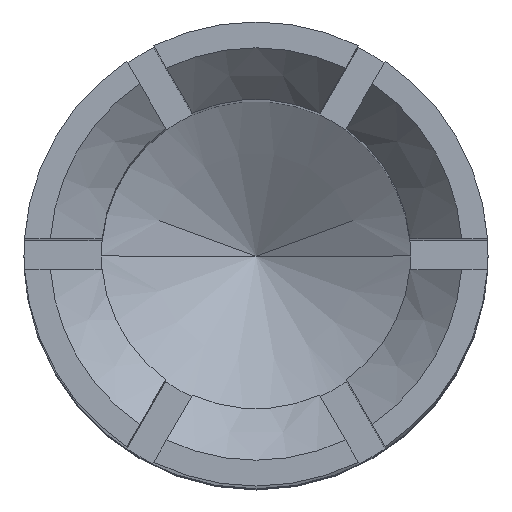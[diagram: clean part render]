
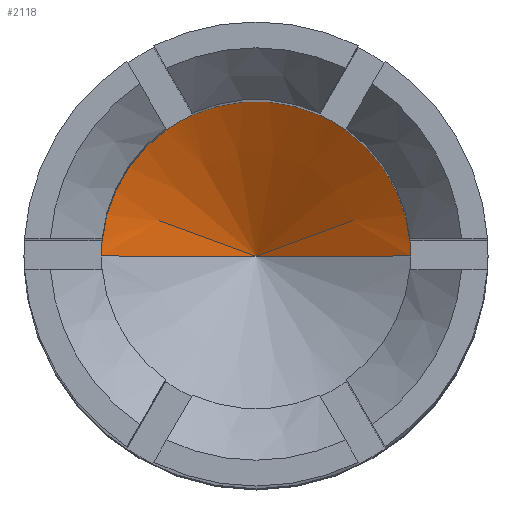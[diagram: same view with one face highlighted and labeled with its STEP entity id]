
A CAD part, top view. The second image highlights one B-rep face of the part: STEP entity #2118.
In plain terms, the highlighted conical face has half-angle 59 degrees and reference radius 1.5 mm.
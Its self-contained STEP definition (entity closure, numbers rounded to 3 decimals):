
#5 = ORIENTED_EDGE ( 'NONE', *, *, #447, .F. ) ;
#8 = CARTESIAN_POINT ( 'NONE',  ( 0., 0., 348.099 ) ) ;
#38 = CARTESIAN_POINT ( 'NONE',  ( -0.616, 1.368, 349. ) ) ;
#60 = CIRCLE ( 'NONE', #1936, 1.5 ) ;
#98 = ORIENTED_EDGE ( 'NONE', *, *, #1003, .F. ) ;
#102 = VERTEX_POINT ( 'NONE', #158 ) ;
#135 = DIRECTION ( 'NONE',  ( -1., 0., 0. ) ) ;
#158 = CARTESIAN_POINT ( 'NONE',  ( 0.876, 1.218, 349. ) ) ;
#207 = ORIENTED_EDGE ( 'NONE', *, *, #2056, .F. ) ;
#270 = DIRECTION ( 'NONE',  ( 0., 0., -1. ) ) ;
#272 = AXIS2_PLACEMENT_3D ( 'NONE', #1687, #824, #873 ) ;
#305 = EDGE_CURVE ( 'NONE', #353, #436, #1120, .T. ) ;
#330 = DIRECTION ( 'NONE',  ( 1., 0., 0. ) ) ;
#349 = CARTESIAN_POINT ( 'NONE',  ( 0., 0., 349. ) ) ;
#353 = VERTEX_POINT ( 'NONE', #612 ) ;
#376 = DIRECTION ( 'NONE',  ( -1., 0., 0. ) ) ;
#391 = ORIENTED_EDGE ( 'NONE', *, *, #2006, .F. ) ;
#436 = VERTEX_POINT ( 'NONE', #780 ) ;
#447 = EDGE_CURVE ( 'NONE', #614, #1659, #2117, .T. ) ;
#498 = CARTESIAN_POINT ( 'NONE',  ( 0., 0., 349. ) ) ;
#537 = DIRECTION ( 'NONE',  ( 0., 0., 1. ) ) ;
#607 = DIRECTION ( 'NONE',  ( -0.857, 0., 0.515 ) ) ;
#612 = CARTESIAN_POINT ( 'NONE',  ( 1.492, 0.15, 349. ) ) ;
#614 = VERTEX_POINT ( 'NONE', #38 ) ;
#617 = DIRECTION ( 'NONE',  ( 0., 0., -1. ) ) ;
#633 = CARTESIAN_POINT ( 'NONE',  ( -1.492, 0.15, 349. ) ) ;
#681 = FACE_OUTER_BOUND ( 'NONE', #1695, .T. ) ;
#747 = AXIS2_PLACEMENT_3D ( 'NONE', #1823, #270, #974 ) ;
#766 = CARTESIAN_POINT ( 'NONE',  ( -0.876, 1.218, 349. ) ) ;
#775 = CARTESIAN_POINT ( 'NONE',  ( 1.5, 0., 349. ) ) ;
#780 = CARTESIAN_POINT ( 'NONE',  ( 1.5, 0., 349. ) ) ;
#788 = CARTESIAN_POINT ( 'NONE',  ( 0., 0., 349. ) ) ;
#797 = ORIENTED_EDGE ( 'NONE', *, *, #1539, .F. ) ;
#824 = DIRECTION ( 'NONE',  ( 0., 0., -1. ) ) ;
#836 = DIRECTION ( 'NONE',  ( -1., 0., 0. ) ) ;
#873 = DIRECTION ( 'NONE',  ( -1., 0., 0. ) ) ;
#881 = CIRCLE ( 'NONE', #1318, 1.5 ) ;
#969 = LINE ( 'NONE', #1512, #1336 ) ;
#974 = DIRECTION ( 'NONE',  ( -1., 0., 0. ) ) ;
#1003 = EDGE_CURVE ( 'NONE', #1367, #614, #1294, .T. ) ;
#1009 = DIRECTION ( 'NONE',  ( -1., 0., 0. ) ) ;
#1049 = DIRECTION ( 'NONE',  ( 0., 0., -1. ) ) ;
#1107 = VERTEX_POINT ( 'NONE', #1562 ) ;
#1120 = CIRCLE ( 'NONE', #1483, 1.5 ) ;
#1216 = CARTESIAN_POINT ( 'NONE',  ( 0., 0., 349. ) ) ;
#1240 = DIRECTION ( 'NONE',  ( 0., 0., -1. ) ) ;
#1294 = CIRCLE ( 'NONE', #272, 1.5 ) ;
#1318 = AXIS2_PLACEMENT_3D ( 'NONE', #1666, #617, #1009 ) ;
#1336 = VECTOR ( 'NONE', #607, 1000. ) ;
#1367 = VERTEX_POINT ( 'NONE', #766 ) ;
#1445 = CIRCLE ( 'NONE', #1583, 1.5 ) ;
#1460 = VERTEX_POINT ( 'NONE', #633 ) ;
#1462 = ORIENTED_EDGE ( 'NONE', *, *, #1521, .F. ) ;
#1483 = AXIS2_PLACEMENT_3D ( 'NONE', #1216, #1240, #376 ) ;
#1512 = CARTESIAN_POINT ( 'NONE',  ( -1.5, 0., 349. ) ) ;
#1521 = EDGE_CURVE ( 'NONE', #102, #353, #1445, .T. ) ;
#1539 = EDGE_CURVE ( 'NONE', #1460, #1367, #60, .T. ) ;
#1562 = CARTESIAN_POINT ( 'NONE',  ( -1.5, 0., 349. ) ) ;
#1572 = VERTEX_POINT ( 'NONE', #8 ) ;
#1583 = AXIS2_PLACEMENT_3D ( 'NONE', #498, #2037, #135 ) ;
#1642 = AXIS2_PLACEMENT_3D ( 'NONE', #2086, #537, #330 ) ;
#1659 = VERTEX_POINT ( 'NONE', #2107 ) ;
#1666 = CARTESIAN_POINT ( 'NONE',  ( 0., 0., 349. ) ) ;
#1675 = DIRECTION ( 'NONE',  ( 0., 0., -1. ) ) ;
#1679 = AXIS2_PLACEMENT_3D ( 'NONE', #788, #1675, #2184 ) ;
#1687 = CARTESIAN_POINT ( 'NONE',  ( 0., 0., 349. ) ) ;
#1695 = EDGE_LOOP ( 'NONE', ( #2142, #2135, #2031, #1462, #207, #5, #98, #797, #391 ) ) ;
#1763 = LINE ( 'NONE', #775, #2233 ) ;
#1795 = EDGE_CURVE ( 'NONE', #1572, #436, #1763, .T. ) ;
#1799 = EDGE_CURVE ( 'NONE', #1572, #1107, #969, .T. ) ;
#1823 = CARTESIAN_POINT ( 'NONE',  ( 0., 0., 349. ) ) ;
#1936 = AXIS2_PLACEMENT_3D ( 'NONE', #349, #1049, #836 ) ;
#1996 = CONICAL_SURFACE ( 'NONE', #1642, 1.5, 1.03 ) ;
#2006 = EDGE_CURVE ( 'NONE', #1107, #1460, #881, .T. ) ;
#2031 = ORIENTED_EDGE ( 'NONE', *, *, #305, .F. ) ;
#2037 = DIRECTION ( 'NONE',  ( 0., 0., -1. ) ) ;
#2056 = EDGE_CURVE ( 'NONE', #1659, #102, #2213, .T. ) ;
#2086 = CARTESIAN_POINT ( 'NONE',  ( 0., 0., 349. ) ) ;
#2107 = CARTESIAN_POINT ( 'NONE',  ( 0.616, 1.368, 349. ) ) ;
#2117 = CIRCLE ( 'NONE', #747, 1.5 ) ;
#2118 = ADVANCED_FACE ( 'NONE', ( #681 ), #1996, .F. ) ;
#2135 = ORIENTED_EDGE ( 'NONE', *, *, #1795, .T. ) ;
#2142 = ORIENTED_EDGE ( 'NONE', *, *, #1799, .F. ) ;
#2184 = DIRECTION ( 'NONE',  ( -1., 0., 0. ) ) ;
#2187 = DIRECTION ( 'NONE',  ( 0.857, 0., 0.515 ) ) ;
#2213 = CIRCLE ( 'NONE', #1679, 1.5 ) ;
#2233 = VECTOR ( 'NONE', #2187, 1000. ) ;
